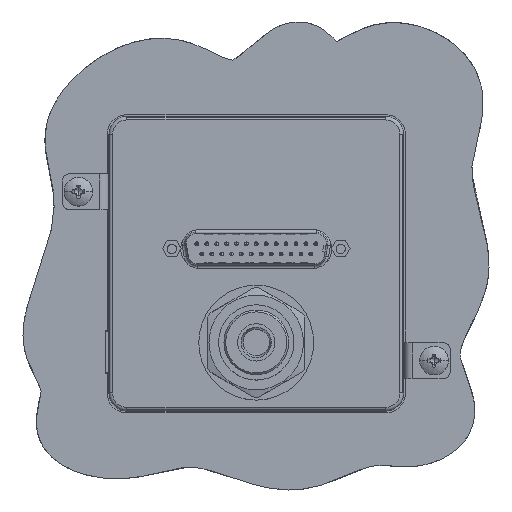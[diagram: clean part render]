
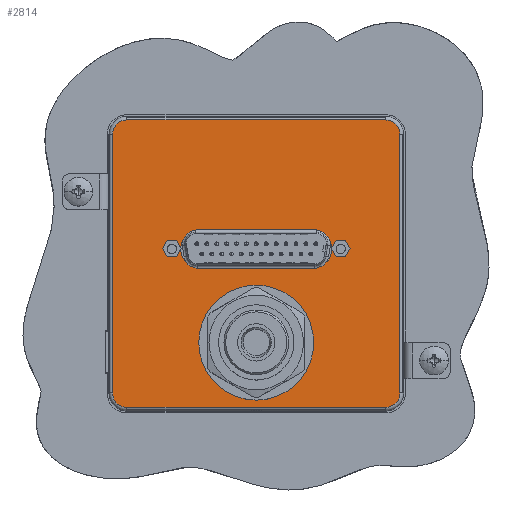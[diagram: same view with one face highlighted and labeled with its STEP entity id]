
A CAD part, top view. The second image highlights one B-rep face of the part: STEP entity #2814.
In plain terms, the highlighted planar face has unit normal (0, 0, 1).
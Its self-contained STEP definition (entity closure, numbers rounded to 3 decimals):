
#2814=ADVANCED_FACE('3:23',(#7671,#7672,#7673,#7674,#7675),#7676,.T.);
#7671=FACE_BOUND('',#15122,.T.);
#7672=FACE_BOUND('',#15123,.T.);
#7673=FACE_BOUND('',#15124,.T.);
#7674=FACE_BOUND('',#15125,.T.);
#7675=FACE_OUTER_BOUND('',#15126,.T.);
#7676=PLANE('',#15127);
#15122=EDGE_LOOP('',(#25385,#25386));
#15123=EDGE_LOOP('',(#25387,#25388,#25389,#25390,#25391,#25392));
#15124=EDGE_LOOP('',(#25393,#25394));
#15125=EDGE_LOOP('',(#25395,#25396));
#15126=EDGE_LOOP('',(#25397,#25398,#25399,#25400,#25401,#25402,#25403,#25404));
#15127=AXIS2_PLACEMENT_3D('',#25405,#25406,#25407);
#25385=ORIENTED_EDGE('',*,*,#45688,.F.);
#25386=ORIENTED_EDGE('',*,*,#45689,.F.);
#25387=ORIENTED_EDGE('',*,*,#45690,.F.);
#25388=ORIENTED_EDGE('',*,*,#45691,.F.);
#25389=ORIENTED_EDGE('',*,*,#45692,.F.);
#25390=ORIENTED_EDGE('',*,*,#45693,.F.);
#25391=ORIENTED_EDGE('',*,*,#45694,.F.);
#25392=ORIENTED_EDGE('',*,*,#45695,.F.);
#25393=ORIENTED_EDGE('',*,*,#45696,.F.);
#25394=ORIENTED_EDGE('',*,*,#45697,.F.);
#25395=ORIENTED_EDGE('',*,*,#45698,.F.);
#25396=ORIENTED_EDGE('',*,*,#45699,.F.);
#25397=ORIENTED_EDGE('',*,*,#45700,.F.);
#25398=ORIENTED_EDGE('',*,*,#45701,.F.);
#25399=ORIENTED_EDGE('',*,*,#45702,.F.);
#25400=ORIENTED_EDGE('',*,*,#45703,.F.);
#25401=ORIENTED_EDGE('',*,*,#45704,.F.);
#25402=ORIENTED_EDGE('',*,*,#45705,.F.);
#25403=ORIENTED_EDGE('',*,*,#45706,.F.);
#25404=ORIENTED_EDGE('',*,*,#45707,.F.);
#25405=CARTESIAN_POINT('',(6.,4.181,32.695));
#25406=DIRECTION('',(0.0,-0.0,1.0));
#25407=DIRECTION('',(0.,1.,0.0));
#45688=EDGE_CURVE('3:283',#53935,#53936,#53937,.F.);
#45689=EDGE_CURVE('',#53936,#53935,#53938,.F.);
#45690=EDGE_CURVE('0:2129',#53939,#53940,#53941,.T.);
#45691=EDGE_CURVE('0:2099',#53942,#53939,#53943,.T.);
#45692=EDGE_CURVE('0:2108',#53944,#53942,#53945,.T.);
#45693=EDGE_CURVE('0:2120',#53946,#53944,#53947,.T.);
#45694=EDGE_CURVE('0:2126',#53948,#53946,#53949,.F.);
#45695=EDGE_CURVE('',#53940,#53948,#53950,.T.);
#45696=EDGE_CURVE('0:2111',#53951,#53952,#53953,.T.);
#45697=EDGE_CURVE('',#53952,#53951,#53954,.T.);
#45698=EDGE_CURVE('0:2114',#53955,#53956,#53957,.T.);
#45699=EDGE_CURVE('',#53956,#53955,#53958,.T.);
#45700=EDGE_CURVE('22:5900',#53959,#53960,#53961,.T.);
#45701=EDGE_CURVE('22:5909',#53962,#53959,#53963,.T.);
#45702=EDGE_CURVE('22:5915',#53964,#53962,#53965,.T.);
#45703=EDGE_CURVE('22:5933',#53966,#53964,#53967,.T.);
#45704=EDGE_CURVE('22:5945',#53968,#53966,#53969,.T.);
#45705=EDGE_CURVE('22:5939',#53970,#53968,#53971,.T.);
#45706=EDGE_CURVE('22:5927',#53972,#53970,#53973,.T.);
#45707=EDGE_CURVE('22:5921',#53960,#53972,#53974,.T.);
#53935=VERTEX_POINT('',#65814);
#53936=VERTEX_POINT('',#65815);
#53937=CIRCLE('',#65816,16.0);
#53938=CIRCLE('',#65817,16.0);
#53939=VERTEX_POINT('',#65818);
#53940=VERTEX_POINT('',#65819);
#53941=CIRCLE('',#65820,5.5);
#53942=VERTEX_POINT('',#65821);
#53943=LINE('',#65822,#65823);
#53944=VERTEX_POINT('',#65824);
#53945=CIRCLE('',#65825,5.5);
#53946=VERTEX_POINT('',#65826);
#53947=LINE('',#65827,#65828);
#53948=VERTEX_POINT('',#65829);
#53949=B_SPLINE_CURVE_WITH_KNOTS('',3,(#65830,#65831,#65832,#65833,#65834,#65835),.UNSPECIFIED.,.F.,.F.,(4,2,4),(-0.011,-0.005,0.),.UNSPECIFIED.);
#53950=CIRCLE('',#65836,5.5);
#53951=VERTEX_POINT('',#65837);
#53952=VERTEX_POINT('',#65838);
#53953=CIRCLE('',#65839,1.6);
#53954=CIRCLE('',#65840,1.6);
#53955=VERTEX_POINT('',#65841);
#53956=VERTEX_POINT('',#65842);
#53957=CIRCLE('',#65843,1.6);
#53958=CIRCLE('',#65844,1.6);
#53959=VERTEX_POINT('',#65845);
#53960=VERTEX_POINT('',#65846);
#53961=LINE('',#65847,#65848);
#53962=VERTEX_POINT('',#65849);
#53963=CIRCLE('',#65850,4.0);
#53964=VERTEX_POINT('',#65851);
#53965=LINE('',#65852,#65853);
#53966=VERTEX_POINT('',#65854);
#53967=CIRCLE('',#65855,4.0);
#53968=VERTEX_POINT('',#65856);
#53969=LINE('',#65857,#65858);
#53970=VERTEX_POINT('',#65859);
#53971=CIRCLE('',#65860,4.0);
#53972=VERTEX_POINT('',#65861);
#53973=LINE('',#65862,#65863);
#53974=CIRCLE('',#65864,4.);
#65814=CARTESIAN_POINT('',(-16.,-21.958,32.695));
#65815=CARTESIAN_POINT('',(16.,-21.958,32.695));
#65816=AXIS2_PLACEMENT_3D('',#81747,#81748,#81749);
#65817=AXIS2_PLACEMENT_3D('',#81750,#81751,#81752);
#65818=CARTESIAN_POINT('',(15.5,-1.359,32.695));
#65819=CARTESIAN_POINT('',(21.,4.141,32.695));
#65820=AXIS2_PLACEMENT_3D('',#81753,#81754,#81755);
#65821=CARTESIAN_POINT('',(-15.5,-1.358,32.695));
#65822=CARTESIAN_POINT('',(3.,-1.359,32.695));
#65823=VECTOR('',#81756,1.0);
#65824=CARTESIAN_POINT('',(-15.5,9.642,32.695));
#65825=AXIS2_PLACEMENT_3D('',#81757,#81758,#81759);
#65826=CARTESIAN_POINT('',(4.911,9.641,32.695));
#65827=CARTESIAN_POINT('',(3.,9.641,32.695));
#65828=VECTOR('',#81760,1.0);
#65829=CARTESIAN_POINT('',(15.5,9.641,32.695));
#65830=CARTESIAN_POINT('',(4.911,9.642,32.695));
#65831=CARTESIAN_POINT('',(6.682,9.641,32.695));
#65832=CARTESIAN_POINT('',(8.454,9.641,32.695));
#65833=CARTESIAN_POINT('',(11.984,9.641,32.695));
#65834=CARTESIAN_POINT('',(13.742,9.641,32.695));
#65835=CARTESIAN_POINT('',(15.5,9.641,32.695));
#65836=AXIS2_PLACEMENT_3D('',#81761,#81762,#81763);
#65837=CARTESIAN_POINT('',(23.5,2.542,32.695));
#65838=CARTESIAN_POINT('',(23.5,5.742,32.695));
#65839=AXIS2_PLACEMENT_3D('',#81764,#81765,#81766);
#65840=AXIS2_PLACEMENT_3D('',#81767,#81768,#81769);
#65841=CARTESIAN_POINT('',(-23.5,2.542,32.695));
#65842=CARTESIAN_POINT('',(-23.5,5.742,32.695));
#65843=AXIS2_PLACEMENT_3D('',#81770,#81771,#81772);
#65844=AXIS2_PLACEMENT_3D('',#81773,#81774,#81775);
#65845=CARTESIAN_POINT('',(36.,-39.958,32.695));
#65846=CARTESIAN_POINT('',(-36.,-39.958,32.695));
#65847=CARTESIAN_POINT('',(3.,-39.958,32.695));
#65848=VECTOR('',#81776,1.0);
#65849=CARTESIAN_POINT('',(40.,-35.958,32.695));
#65850=AXIS2_PLACEMENT_3D('',#81777,#81778,#81779);
#65851=CARTESIAN_POINT('',(40.,36.042,32.695));
#65852=CARTESIAN_POINT('',(40.,2.111,32.695));
#65853=VECTOR('',#81780,1.0);
#65854=CARTESIAN_POINT('',(36.,40.042,32.695));
#65855=AXIS2_PLACEMENT_3D('',#81781,#81782,#81783);
#65856=CARTESIAN_POINT('',(-36.,40.042,32.695));
#65857=CARTESIAN_POINT('',(3.,40.042,32.695));
#65858=VECTOR('',#81784,1.0);
#65859=CARTESIAN_POINT('',(-40.,36.042,32.695));
#65860=AXIS2_PLACEMENT_3D('',#81785,#81786,#81787);
#65861=CARTESIAN_POINT('',(-40.,-35.958,32.695));
#65862=CARTESIAN_POINT('',(-40.,2.111,32.695));
#65863=VECTOR('',#81788,1.0);
#65864=AXIS2_PLACEMENT_3D('',#81789,#81790,#81791);
#81747=CARTESIAN_POINT('',(0.,-21.958,32.695));
#81748=DIRECTION('',(0.0,0.0,-1.0));
#81749=DIRECTION('',(1.0,0.0,0.0));
#81750=CARTESIAN_POINT('',(0.,-21.958,32.695));
#81751=DIRECTION('',(0.0,0.0,-1.0));
#81752=DIRECTION('',(1.0,0.0,0.0));
#81753=CARTESIAN_POINT('',(15.5,4.141,32.695));
#81754=DIRECTION('',(0.0,0.0,1.0));
#81755=DIRECTION('',(1.,0.,0.0));
#81756=DIRECTION('',(1.,0.,0.0));
#81757=CARTESIAN_POINT('',(-15.5,4.142,32.695));
#81758=DIRECTION('',(0.0,-0.0,1.0));
#81759=DIRECTION('',(0.,1.,0.0));
#81760=DIRECTION('',(-1.,0.,0.0));
#81761=CARTESIAN_POINT('',(15.5,4.141,32.695));
#81762=DIRECTION('',(0.0,0.0,1.0));
#81763=DIRECTION('',(1.,0.,0.0));
#81764=CARTESIAN_POINT('',(23.5,4.142,32.695));
#81765=DIRECTION('',(0.0,0.0,1.0));
#81766=DIRECTION('',(0.,1.0,0.0));
#81767=CARTESIAN_POINT('',(23.5,4.142,32.695));
#81768=DIRECTION('',(0.0,0.0,1.0));
#81769=DIRECTION('',(0.,1.0,0.0));
#81770=CARTESIAN_POINT('',(-23.5,4.142,32.695));
#81771=DIRECTION('',(0.0,0.0,1.0));
#81772=DIRECTION('',(0.,1.0,0.0));
#81773=CARTESIAN_POINT('',(-23.5,4.142,32.695));
#81774=DIRECTION('',(0.0,0.0,1.0));
#81775=DIRECTION('',(0.,1.0,0.0));
#81776=DIRECTION('',(-1.0,0.,-0.0));
#81777=CARTESIAN_POINT('',(36.,-35.958,32.695));
#81778=DIRECTION('',(0.0,-0.0,-1.0));
#81779=DIRECTION('',(0.707,-0.707,0.0));
#81780=DIRECTION('',(0.,-1.0,0.0));
#81781=CARTESIAN_POINT('',(36.,36.042,32.695));
#81782=DIRECTION('',(0.0,0.0,-1.0));
#81783=DIRECTION('',(0.707,0.707,0.0));
#81784=DIRECTION('',(1.0,0.0,0.0));
#81785=CARTESIAN_POINT('',(-36.,36.042,32.695));
#81786=DIRECTION('',(-0.0,0.0,-1.0));
#81787=DIRECTION('',(-0.707,0.707,0.0));
#81788=DIRECTION('',(0.,1.0,-0.0));
#81789=CARTESIAN_POINT('',(-36.,-35.958,32.695));
#81790=DIRECTION('',(-0.0,0.0,-1.0));
#81791=DIRECTION('',(-0.707,-0.707,0.0));
